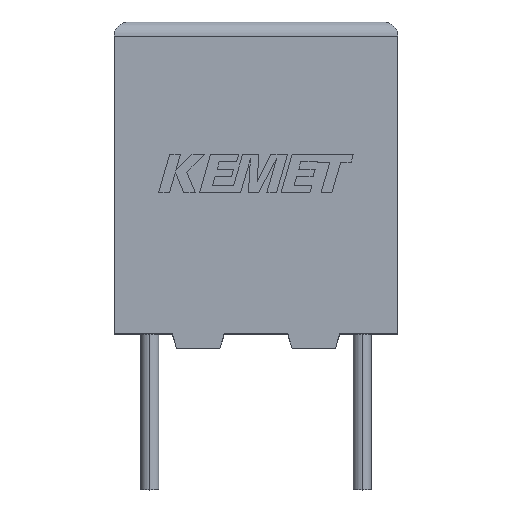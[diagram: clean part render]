
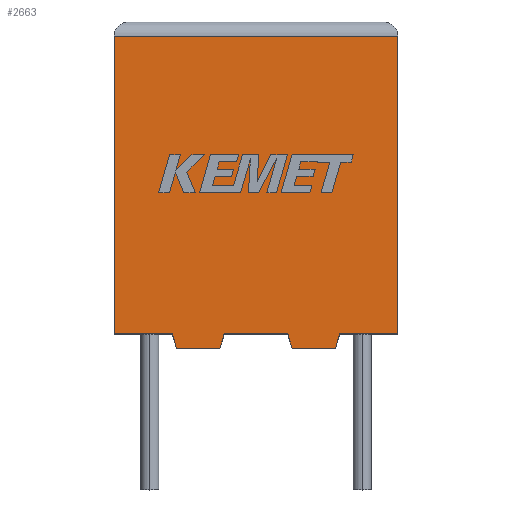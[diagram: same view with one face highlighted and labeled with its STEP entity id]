
A CAD part, top view. The second image highlights one B-rep face of the part: STEP entity #2663.
In plain terms, the highlighted planar face has unit normal (0, 0, 1).
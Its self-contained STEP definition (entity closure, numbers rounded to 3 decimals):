
#23 = LINE ( 'NONE', #1047, #1057 ) ;
#64 = DIRECTION ( 'NONE',  ( -1., 0., 0. ) ) ;
#105 = VERTEX_POINT ( 'NONE', #3191 ) ;
#124 = VECTOR ( 'NONE', #1788, 1000. ) ;
#182 = EDGE_CURVE ( 'NONE', #3121, #1901, #965, .T. ) ;
#272 = DIRECTION ( 'NONE',  ( -0.287, -0.958, 0. ) ) ;
#279 = EDGE_CURVE ( 'NONE', #2925, #1520, #387, .T. ) ;
#302 = CARTESIAN_POINT ( 'NONE',  ( 0., 10.5, 5.5 ) ) ;
#309 = CARTESIAN_POINT ( 'NONE',  ( 7.95, 0., 5.5 ) ) ;
#329 = CARTESIAN_POINT ( 'NONE',  ( 0., 0., 5.5 ) ) ;
#352 = DIRECTION ( 'NONE',  ( -1., 0., 0. ) ) ;
#387 = LINE ( 'NONE', #607, #1630 ) ;
#399 = EDGE_CURVE ( 'NONE', #2855, #2575, #2916, .T. ) ;
#431 = EDGE_CURVE ( 'NONE', #1520, #3121, #1293, .T. ) ;
#448 = VECTOR ( 'NONE', #64, 1000. ) ;
#515 = VERTEX_POINT ( 'NONE', #3017 ) ;
#530 = ORIENTED_EDGE ( 'NONE', *, *, #279, .T. ) ;
#553 = PLANE ( 'NONE',  #1162 ) ;
#596 = DIRECTION ( 'NONE',  ( 1., 0., 0. ) ) ;
#607 = CARTESIAN_POINT ( 'NONE',  ( 2.05, 0., 5.5 ) ) ;
#680 = DIRECTION ( 'NONE',  ( -0.287, 0.958, 0. ) ) ;
#715 = CARTESIAN_POINT ( 'NONE',  ( 3.73, -0.5, 5.5 ) ) ;
#763 = EDGE_CURVE ( 'NONE', #1396, #105, #2533, .T. ) ;
#827 = EDGE_CURVE ( 'NONE', #2154, #2941, #2338, .T. ) ;
#833 = CARTESIAN_POINT ( 'NONE',  ( 0., 0., 5.5 ) ) ;
#843 = EDGE_CURVE ( 'NONE', #515, #2925, #2836, .T. ) ;
#851 = LINE ( 'NONE', #1138, #1221 ) ;
#929 = CARTESIAN_POINT ( 'NONE',  ( 6.27, -0.5, 5.5 ) ) ;
#965 = LINE ( 'NONE', #715, #2655 ) ;
#1040 = CARTESIAN_POINT ( 'NONE',  ( 3.73, -0.5, 5.5 ) ) ;
#1047 = CARTESIAN_POINT ( 'NONE',  ( 0., 0., 5.5 ) ) ;
#1057 = VECTOR ( 'NONE', #1845, 1000. ) ;
#1138 = CARTESIAN_POINT ( 'NONE',  ( 10., 0., 5.5 ) ) ;
#1153 = DIRECTION ( 'NONE',  ( 0.287, -0.958, 0. ) ) ;
#1162 = AXIS2_PLACEMENT_3D ( 'NONE', #1569, #1625, #352 ) ;
#1221 = VECTOR ( 'NONE', #2337, 1000. ) ;
#1236 = CARTESIAN_POINT ( 'NONE',  ( 7.8, -0.5, 5.5 ) ) ;
#1293 = LINE ( 'NONE', #1575, #124 ) ;
#1298 = CARTESIAN_POINT ( 'NONE',  ( 6.27, -0.5, 5.5 ) ) ;
#1357 = VECTOR ( 'NONE', #2744, 1000. ) ;
#1363 = ORIENTED_EDGE ( 'NONE', *, *, #763, .F. ) ;
#1396 = VERTEX_POINT ( 'NONE', #309 ) ;
#1408 = EDGE_CURVE ( 'NONE', #1901, #2575, #1545, .T. ) ;
#1421 = ORIENTED_EDGE ( 'NONE', *, *, #1408, .T. ) ;
#1512 = CARTESIAN_POINT ( 'NONE',  ( 0., 0., 5.5 ) ) ;
#1520 = VERTEX_POINT ( 'NONE', #2392 ) ;
#1545 = LINE ( 'NONE', #1512, #1357 ) ;
#1562 = VECTOR ( 'NONE', #272, 1000. ) ;
#1569 = CARTESIAN_POINT ( 'NONE',  ( 0., 0., 5.5 ) ) ;
#1575 = CARTESIAN_POINT ( 'NONE',  ( 2.2, -0.5, 5.5 ) ) ;
#1587 = VECTOR ( 'NONE', #1799, 1000. ) ;
#1601 = ORIENTED_EDGE ( 'NONE', *, *, #431, .T. ) ;
#1625 = DIRECTION ( 'NONE',  ( 0., 0., -1. ) ) ;
#1630 = VECTOR ( 'NONE', #1153, 1000. ) ;
#1759 = ORIENTED_EDGE ( 'NONE', *, *, #182, .T. ) ;
#1788 = DIRECTION ( 'NONE',  ( 1., 0., 0. ) ) ;
#1799 = DIRECTION ( 'NONE',  ( -1., 0., 0. ) ) ;
#1839 = CARTESIAN_POINT ( 'NONE',  ( 3.88, 0., 5.5 ) ) ;
#1845 = DIRECTION ( 'NONE',  ( 0., -1., 0. ) ) ;
#1901 = VERTEX_POINT ( 'NONE', #1839 ) ;
#1980 = ORIENTED_EDGE ( 'NONE', *, *, #843, .T. ) ;
#1986 = CARTESIAN_POINT ( 'NONE',  ( 10., 0., 5.5 ) ) ;
#2078 = EDGE_LOOP ( 'NONE', ( #2702, #2578, #3195, #1980, #530, #1601, #1759, #1421, #2890, #2365, #1363, #3095 ) ) ;
#2093 = FACE_OUTER_BOUND ( 'NONE', #2078, .T. ) ;
#2154 = VERTEX_POINT ( 'NONE', #2531 ) ;
#2189 = VERTEX_POINT ( 'NONE', #1986 ) ;
#2281 = CARTESIAN_POINT ( 'NONE',  ( 2.05, 0., 5.5 ) ) ;
#2286 = CARTESIAN_POINT ( 'NONE',  ( 6.12, 0., 5.5 ) ) ;
#2289 = VECTOR ( 'NONE', #680, 1000. ) ;
#2291 = VECTOR ( 'NONE', #596, 1000. ) ;
#2331 = DIRECTION ( 'NONE',  ( 1., 0., 0. ) ) ;
#2337 = DIRECTION ( 'NONE',  ( 0., 1., 0. ) ) ;
#2338 = LINE ( 'NONE', #302, #448 ) ;
#2365 = ORIENTED_EDGE ( 'NONE', *, *, #2641, .F. ) ;
#2392 = CARTESIAN_POINT ( 'NONE',  ( 2.2, -0.5, 5.5 ) ) ;
#2477 = VECTOR ( 'NONE', #2331, 1000. ) ;
#2531 = CARTESIAN_POINT ( 'NONE',  ( 10., 10.5, 5.5 ) ) ;
#2533 = LINE ( 'NONE', #3236, #1562 ) ;
#2575 = VERTEX_POINT ( 'NONE', #2286 ) ;
#2578 = ORIENTED_EDGE ( 'NONE', *, *, #827, .T. ) ;
#2641 = EDGE_CURVE ( 'NONE', #105, #2855, #3201, .T. ) ;
#2655 = VECTOR ( 'NONE', #2997, 1000. ) ;
#2663 = ADVANCED_FACE ( 'NONE', ( #2093 ), #553, .F. ) ;
#2702 = ORIENTED_EDGE ( 'NONE', *, *, #3177, .T. ) ;
#2744 = DIRECTION ( 'NONE',  ( 1., 0., 0. ) ) ;
#2836 = LINE ( 'NONE', #833, #2291 ) ;
#2855 = VERTEX_POINT ( 'NONE', #1298 ) ;
#2890 = ORIENTED_EDGE ( 'NONE', *, *, #399, .F. ) ;
#2899 = EDGE_CURVE ( 'NONE', #1396, #2189, #3086, .T. ) ;
#2916 = LINE ( 'NONE', #929, #2289 ) ;
#2925 = VERTEX_POINT ( 'NONE', #2281 ) ;
#2930 = EDGE_CURVE ( 'NONE', #2941, #515, #23, .T. ) ;
#2941 = VERTEX_POINT ( 'NONE', #3022 ) ;
#2997 = DIRECTION ( 'NONE',  ( 0.287, 0.958, 0. ) ) ;
#3017 = CARTESIAN_POINT ( 'NONE',  ( 0., 0., 5.5 ) ) ;
#3022 = CARTESIAN_POINT ( 'NONE',  ( 0., 10.5, 5.5 ) ) ;
#3086 = LINE ( 'NONE', #329, #2477 ) ;
#3095 = ORIENTED_EDGE ( 'NONE', *, *, #2899, .T. ) ;
#3121 = VERTEX_POINT ( 'NONE', #1040 ) ;
#3177 = EDGE_CURVE ( 'NONE', #2189, #2154, #851, .T. ) ;
#3191 = CARTESIAN_POINT ( 'NONE',  ( 7.8, -0.5, 5.5 ) ) ;
#3195 = ORIENTED_EDGE ( 'NONE', *, *, #2930, .T. ) ;
#3201 = LINE ( 'NONE', #1236, #1587 ) ;
#3236 = CARTESIAN_POINT ( 'NONE',  ( 7.95, 0., 5.5 ) ) ;
